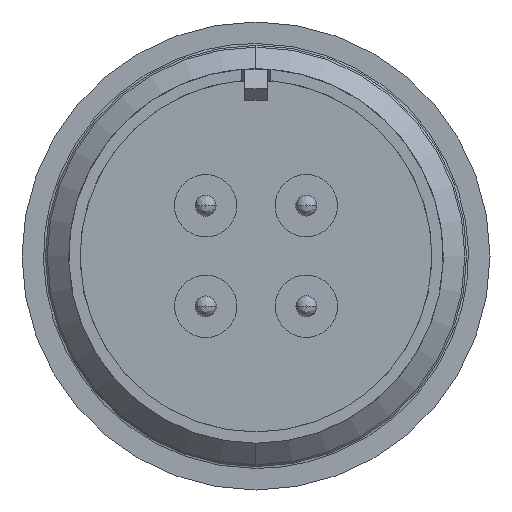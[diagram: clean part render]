
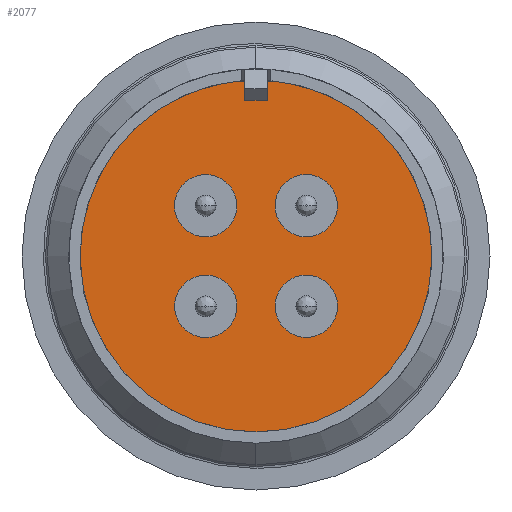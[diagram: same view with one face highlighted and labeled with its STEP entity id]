
A CAD part, front view. The second image highlights one B-rep face of the part: STEP entity #2077.
In plain terms, the highlighted planar face has unit normal (0, -1, 0).
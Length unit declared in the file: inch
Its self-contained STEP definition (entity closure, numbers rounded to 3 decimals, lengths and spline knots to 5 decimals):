
#8 = EDGE_CURVE ( 'NONE', #487, #387, #5107, .T. ) ;
#9 = EDGE_CURVE ( 'NONE', #144, #280, #5105, .T. ) ;
#10 = EDGE_CURVE ( 'NONE', #322, #386, #5103, .T. ) ;
#11 = EDGE_CURVE ( 'NONE', #279, #234, #5102, .T. ) ;
#13 = EDGE_CURVE ( 'NONE', #455, #214, #5101, .T. ) ;
#49 = AXIS2_PLACEMENT_3D ( 'NONE', #4754, #4749, #4750 ) ;
#50 = AXIS2_PLACEMENT_3D ( 'NONE', #4762, #4756, #4791 ) ;
#53 = AXIS2_PLACEMENT_3D ( 'NONE', #4766, #4765, #4763 ) ;
#144 = VERTEX_POINT ( 'NONE', #4288 ) ;
#173 = EDGE_LOOP ( 'NONE', ( #3500, #3501 ) ) ;
#213 = EDGE_LOOP ( 'NONE', ( #3498, #3499 ) ) ;
#214 = VERTEX_POINT ( 'NONE', #4225 ) ;
#234 = VERTEX_POINT ( 'NONE', #4217 ) ;
#279 = VERTEX_POINT ( 'NONE', #4845 ) ;
#280 = VERTEX_POINT ( 'NONE', #4844 ) ;
#322 = VERTEX_POINT ( 'NONE', #4832 ) ;
#386 = VERTEX_POINT ( 'NONE', #4802 ) ;
#387 = VERTEX_POINT ( 'NONE', #4801 ) ;
#396 = EDGE_LOOP ( 'NONE', ( #3506, #3507 ) ) ;
#455 = VERTEX_POINT ( 'NONE', #4757 ) ;
#487 = VERTEX_POINT ( 'NONE', #4729 ) ;
#489 = EDGE_LOOP ( 'NONE', ( #3504, #3505 ) ) ;
#540 = EDGE_LOOP ( 'NONE', ( #3502, #3503 ) ) ;
#621 = EDGE_CURVE ( 'NONE', #214, #455, #4993, .T. ) ;
#629 = EDGE_CURVE ( 'NONE', #234, #279, #4974, .T. ) ;
#633 = EDGE_CURVE ( 'NONE', #386, #322, #4968, .T. ) ;
#637 = EDGE_CURVE ( 'NONE', #280, #144, #4962, .T. ) ;
#725 = AXIS2_PLACEMENT_3D ( 'NONE', #2480, #2479, #2478 ) ;
#2077 = ADVANCED_FACE ( 'NONE', ( #2814, #2810, #2807, #2812, #2806 ), #2594, .F. ) ;
#2240 = DIRECTION ( 'NONE',  ( -1., 0., 0. ) ) ;
#2248 = CARTESIAN_POINT ( 'NONE',  ( 0., 0.39565, 0. ) ) ;
#2289 = DIRECTION ( 'NONE',  ( 0., 1., 0. ) ) ;
#2478 = DIRECTION ( 'NONE',  ( 0., 0., -1. ) ) ;
#2479 = DIRECTION ( 'NONE',  ( 0., -1., 0. ) ) ;
#2480 = CARTESIAN_POINT ( 'NONE',  ( 0.13442, 0.39565, -0.13428 ) ) ;
#2594 = PLANE ( 'NONE',  #4164 ) ;
#2762 = CIRCLE ( 'NONE', #725, 0.08325 ) ;
#2806 = FACE_OUTER_BOUND ( 'NONE', #396, .T. ) ;
#2807 = FACE_BOUND ( 'NONE', #540, .T. ) ;
#2810 = FACE_BOUND ( 'NONE', #173, .T. ) ;
#2812 = FACE_BOUND ( 'NONE', #489, .T. ) ;
#2814 = FACE_BOUND ( 'NONE', #213, .T. ) ;
#3498 = ORIENTED_EDGE ( 'NONE', *, *, #629, .F. ) ;
#3499 = ORIENTED_EDGE ( 'NONE', *, *, #11, .F. ) ;
#3500 = ORIENTED_EDGE ( 'NONE', *, *, #633, .F. ) ;
#3501 = ORIENTED_EDGE ( 'NONE', *, *, #10, .F. ) ;
#3502 = ORIENTED_EDGE ( 'NONE', *, *, #637, .F. ) ;
#3503 = ORIENTED_EDGE ( 'NONE', *, *, #9, .F. ) ;
#3504 = ORIENTED_EDGE ( 'NONE', *, *, #3618, .F. ) ;
#3505 = ORIENTED_EDGE ( 'NONE', *, *, #8, .F. ) ;
#3506 = ORIENTED_EDGE ( 'NONE', *, *, #621, .T. ) ;
#3507 = ORIENTED_EDGE ( 'NONE', *, *, #13, .T. ) ;
#3618 = EDGE_CURVE ( 'NONE', #387, #487, #2762, .T. ) ;
#4102 = AXIS2_PLACEMENT_3D ( 'NONE', #4714, #4717, #4716 ) ;
#4104 = AXIS2_PLACEMENT_3D ( 'NONE', #4739, #4740, #4734 ) ;
#4164 = AXIS2_PLACEMENT_3D ( 'NONE', #2248, #2289, #2240 ) ;
#4217 = CARTESIAN_POINT ( 'NONE',  ( -0.13428, 0.39565, -0.21767 ) ) ;
#4225 = CARTESIAN_POINT ( 'NONE',  ( 0., 0.39565, 0.48 ) ) ;
#4288 = CARTESIAN_POINT ( 'NONE',  ( -0.13442, 0.39565, 0.21753 ) ) ;
#4438 = DIRECTION ( 'NONE',  ( 0., 0., -1. ) ) ;
#4439 = DIRECTION ( 'NONE',  ( 0., -1., 0. ) ) ;
#4441 = CARTESIAN_POINT ( 'NONE',  ( -0.13442, 0.39565, 0.13428 ) ) ;
#4449 = DIRECTION ( 'NONE',  ( 0., 0., -1. ) ) ;
#4450 = DIRECTION ( 'NONE',  ( 0., -1., 0. ) ) ;
#4451 = CARTESIAN_POINT ( 'NONE',  ( 0.13428, 0.39565, 0.13442 ) ) ;
#4462 = DIRECTION ( 'NONE',  ( 0., 0., -1. ) ) ;
#4463 = DIRECTION ( 'NONE',  ( 0., -1., 0. ) ) ;
#4464 = CARTESIAN_POINT ( 'NONE',  ( -0.13428, 0.39565, -0.13442 ) ) ;
#4484 = DIRECTION ( 'NONE',  ( 0., 0., 1. ) ) ;
#4485 = DIRECTION ( 'NONE',  ( 0., -1., 0. ) ) ;
#4486 = CARTESIAN_POINT ( 'NONE',  ( 0., 0.39565, 0. ) ) ;
#4714 = CARTESIAN_POINT ( 'NONE',  ( 0., 0.39565, 0. ) ) ;
#4716 = DIRECTION ( 'NONE',  ( 0., 0., 1. ) ) ;
#4717 = DIRECTION ( 'NONE',  ( 0., -1., 0. ) ) ;
#4729 = CARTESIAN_POINT ( 'NONE',  ( 0.13442, 0.39565, -0.05103 ) ) ;
#4734 = DIRECTION ( 'NONE',  ( 0., 0., -1. ) ) ;
#4739 = CARTESIAN_POINT ( 'NONE',  ( -0.13428, 0.39565, -0.13442 ) ) ;
#4740 = DIRECTION ( 'NONE',  ( 0., -1., 0. ) ) ;
#4749 = DIRECTION ( 'NONE',  ( 0., -1., 0. ) ) ;
#4750 = DIRECTION ( 'NONE',  ( 0., 0., -1. ) ) ;
#4754 = CARTESIAN_POINT ( 'NONE',  ( 0.13428, 0.39565, 0.13442 ) ) ;
#4756 = DIRECTION ( 'NONE',  ( 0., -1., 0. ) ) ;
#4757 = CARTESIAN_POINT ( 'NONE',  ( 0., 0.39565, -0.48 ) ) ;
#4762 = CARTESIAN_POINT ( 'NONE',  ( -0.13442, 0.39565, 0.13428 ) ) ;
#4763 = DIRECTION ( 'NONE',  ( 0., 0., -1. ) ) ;
#4765 = DIRECTION ( 'NONE',  ( 0., -1., 0. ) ) ;
#4766 = CARTESIAN_POINT ( 'NONE',  ( 0.13442, 0.39565, -0.13428 ) ) ;
#4791 = DIRECTION ( 'NONE',  ( 0., 0., -1. ) ) ;
#4801 = CARTESIAN_POINT ( 'NONE',  ( 0.13442, 0.39565, -0.21753 ) ) ;
#4802 = CARTESIAN_POINT ( 'NONE',  ( 0.13428, 0.39565, 0.05117 ) ) ;
#4832 = CARTESIAN_POINT ( 'NONE',  ( 0.13428, 0.39565, 0.21767 ) ) ;
#4844 = CARTESIAN_POINT ( 'NONE',  ( -0.13442, 0.39565, 0.05103 ) ) ;
#4845 = CARTESIAN_POINT ( 'NONE',  ( -0.13428, 0.39565, -0.05117 ) ) ;
#4962 = CIRCLE ( 'NONE', #5503, 0.08325 ) ;
#4968 = CIRCLE ( 'NONE', #5501, 0.08325 ) ;
#4974 = CIRCLE ( 'NONE', #5499, 0.08325 ) ;
#4993 = CIRCLE ( 'NONE', #5496, 0.48 ) ;
#5101 = CIRCLE ( 'NONE', #4102, 0.48 ) ;
#5102 = CIRCLE ( 'NONE', #4104, 0.08325 ) ;
#5103 = CIRCLE ( 'NONE', #49, 0.08325 ) ;
#5105 = CIRCLE ( 'NONE', #50, 0.08325 ) ;
#5107 = CIRCLE ( 'NONE', #53, 0.08325 ) ;
#5496 = AXIS2_PLACEMENT_3D ( 'NONE', #4486, #4485, #4484 ) ;
#5499 = AXIS2_PLACEMENT_3D ( 'NONE', #4464, #4463, #4462 ) ;
#5501 = AXIS2_PLACEMENT_3D ( 'NONE', #4451, #4450, #4449 ) ;
#5503 = AXIS2_PLACEMENT_3D ( 'NONE', #4441, #4439, #4438 ) ;
